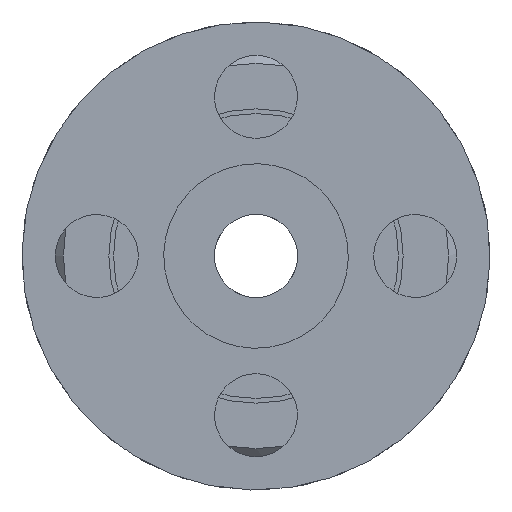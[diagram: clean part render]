
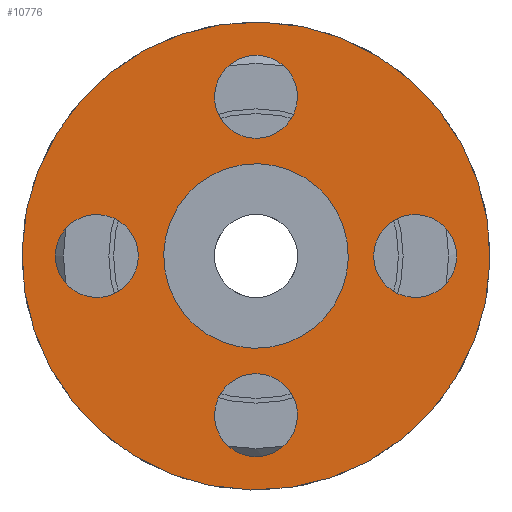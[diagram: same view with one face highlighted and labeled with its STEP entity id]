
A CAD part, front view. The second image highlights one B-rep face of the part: STEP entity #10776.
In plain terms, the highlighted face is planar.
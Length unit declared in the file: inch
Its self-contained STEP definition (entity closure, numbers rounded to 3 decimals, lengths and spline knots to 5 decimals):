
#10705=CARTESIAN_POINT('',(0.0,0.69,0.0));
#10706=DIRECTION('',(0.0,0.0,-1.0));
#10707=DIRECTION('',(-1.0,0.0,0.0));
#10708=AXIS2_PLACEMENT_3D('',#10705,#10706,#10707);
#10709=PLANE('',#10708);
#10710=CARTESIAN_POINT('',(0.83899,1.53577,0.));
#10711=VERTEX_POINT('',#10710);
#10712=CARTESIAN_POINT('',(0.0,0.0,0.));
#10713=DIRECTION('',(0.0,0.0,-1.0));
#10714=DIRECTION('',(1.0,0.0,0.0));
#10715=AXIS2_PLACEMENT_3D('',#10712,#10713,#10714);
#10716=CIRCLE('',#10715,1.75);
#10717=EDGE_CURVE('',#10711,#10711,#10716,.T.);
#10718=ORIENTED_EDGE('',*,*,#10717,.T.);
#10719=EDGE_LOOP('',(#10718));
#10720=FACE_OUTER_BOUND('',#10719,.T.);
#10721=CARTESIAN_POINT('',(0.14862,1.46205,0.));
#10722=VERTEX_POINT('',#10721);
#10723=CARTESIAN_POINT('',(0.,1.19,0.0));
#10724=DIRECTION('',(0.0,0.0,-1.0));
#10725=DIRECTION('',(1.0,0.0,0.0));
#10726=AXIS2_PLACEMENT_3D('',#10723,#10724,#10725);
#10727=CIRCLE('',#10726,0.31);
#10728=EDGE_CURVE('',#10722,#10722,#10727,.T.);
#10729=ORIENTED_EDGE('',*,*,#10728,.F.);
#10730=EDGE_LOOP('',(#10729));
#10731=FACE_BOUND('',#10730,.T.);
#10732=CARTESIAN_POINT('',(-1.46205,0.14862,0.));
#10733=VERTEX_POINT('',#10732);
#10734=CARTESIAN_POINT('',(-1.19,0.,0.0));
#10735=DIRECTION('',(0.0,0.0,-1.0));
#10736=DIRECTION('',(1.0,0.0,0.0));
#10737=AXIS2_PLACEMENT_3D('',#10734,#10735,#10736);
#10738=CIRCLE('',#10737,0.31);
#10739=EDGE_CURVE('',#10733,#10733,#10738,.T.);
#10740=ORIENTED_EDGE('',*,*,#10739,.F.);
#10741=EDGE_LOOP('',(#10740));
#10742=FACE_BOUND('',#10741,.T.);
#10743=CARTESIAN_POINT('',(-0.14862,-1.46205,0.));
#10744=VERTEX_POINT('',#10743);
#10745=CARTESIAN_POINT('',(0.,-1.19,0.0));
#10746=DIRECTION('',(0.0,0.0,-1.0));
#10747=DIRECTION('',(1.0,0.0,0.0));
#10748=AXIS2_PLACEMENT_3D('',#10745,#10746,#10747);
#10749=CIRCLE('',#10748,0.31);
#10750=EDGE_CURVE('',#10744,#10744,#10749,.T.);
#10751=ORIENTED_EDGE('',*,*,#10750,.F.);
#10752=EDGE_LOOP('',(#10751));
#10753=FACE_BOUND('',#10752,.T.);
#10754=CARTESIAN_POINT('',(0.3308,0.60553,0.0));
#10755=VERTEX_POINT('',#10754);
#10756=CARTESIAN_POINT('',(0.0,0.0,0.0));
#10757=DIRECTION('',(0.0,0.0,-1.0));
#10758=DIRECTION('',(1.0,0.0,0.0));
#10759=AXIS2_PLACEMENT_3D('',#10756,#10757,#10758);
#10760=CIRCLE('',#10759,0.69);
#10761=EDGE_CURVE('',#10755,#10755,#10760,.T.);
#10762=ORIENTED_EDGE('',*,*,#10761,.F.);
#10763=EDGE_LOOP('',(#10762));
#10764=FACE_BOUND('',#10763,.T.);
#10765=CARTESIAN_POINT('',(1.46205,-0.14862,0.));
#10766=VERTEX_POINT('',#10765);
#10767=CARTESIAN_POINT('',(1.19,0.0,0.0));
#10768=DIRECTION('',(0.0,0.0,-1.0));
#10769=DIRECTION('',(1.0,0.0,0.0));
#10770=AXIS2_PLACEMENT_3D('',#10767,#10768,#10769);
#10771=CIRCLE('',#10770,0.31);
#10772=EDGE_CURVE('',#10766,#10766,#10771,.T.);
#10773=ORIENTED_EDGE('',*,*,#10772,.F.);
#10774=EDGE_LOOP('',(#10773));
#10775=FACE_BOUND('',#10774,.T.);
#10776=ADVANCED_FACE('',(#10720,#10731,#10742,#10753,#10764,#10775),#10709,.T.);
